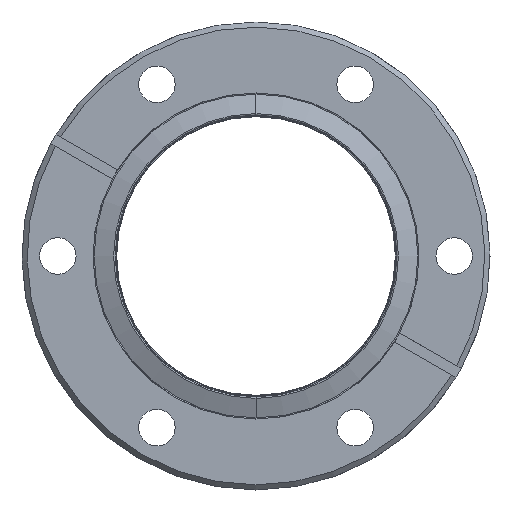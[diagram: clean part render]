
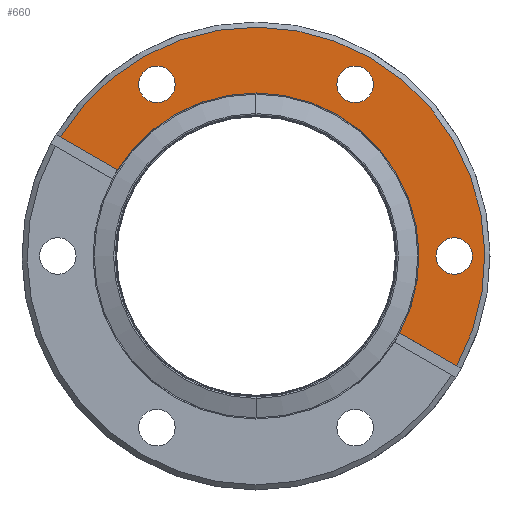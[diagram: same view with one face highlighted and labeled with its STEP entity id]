
A CAD part, left-side view. The second image highlights one B-rep face of the part: STEP entity #660.
In plain terms, the highlighted planar face has unit normal (-1, 0, 0).
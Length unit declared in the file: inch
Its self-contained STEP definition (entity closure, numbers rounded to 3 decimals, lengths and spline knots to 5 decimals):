
#2 = DIRECTION ( 'NONE',  ( -1., 0., 0. ) ) ;
#7 = EDGE_CURVE ( 'NONE', #1740, #274, #1067, .T. ) ;
#22 = ORIENTED_EDGE ( 'NONE', *, *, #563, .F. ) ;
#38 = ORIENTED_EDGE ( 'NONE', *, *, #7, .F. ) ;
#57 = CARTESIAN_POINT ( 'NONE',  ( 0., 0.578, 1.00113 ) ) ;
#58 = EDGE_CURVE ( 'NONE', #64, #1595, #1448, .T. ) ;
#64 = VERTEX_POINT ( 'NONE', #256 ) ;
#73 = CARTESIAN_POINT ( 'NONE',  ( 0., -0.578, 1.10763 ) ) ;
#79 = AXIS2_PLACEMENT_3D ( 'NONE', #1051, #201, #1179 ) ;
#130 = FACE_OUTER_BOUND ( 'NONE', #866, .T. ) ;
#131 = AXIS2_PLACEMENT_3D ( 'NONE', #535, #391, #1353 ) ;
#133 = CARTESIAN_POINT ( 'NONE',  ( 0., -0.578, 1.00113 ) ) ;
#180 = CIRCLE ( 'NONE', #1198, 0.1065 ) ;
#186 = CARTESIAN_POINT ( 'NONE',  ( 0., 0., 0. ) ) ;
#201 = DIRECTION ( 'NONE',  ( -1., 0., 0. ) ) ;
#217 = AXIS2_PLACEMENT_3D ( 'NONE', #785, #532, #1196 ) ;
#227 = VECTOR ( 'NONE', #1128, 39.37008 ) ;
#247 = AXIS2_PLACEMENT_3D ( 'NONE', #186, #488, #622 ) ;
#250 = ORIENTED_EDGE ( 'NONE', *, *, #1750, .T. ) ;
#256 = CARTESIAN_POINT ( 'NONE',  ( 0., -0.578, 0.89463 ) ) ;
#274 = VERTEX_POINT ( 'NONE', #467 ) ;
#296 = FACE_BOUND ( 'NONE', #1327, .T. ) ;
#304 = CIRCLE ( 'NONE', #247, 0.951 ) ;
#358 = VERTEX_POINT ( 'NONE', #767 ) ;
#359 = CARTESIAN_POINT ( 'NONE',  ( 0., 0., 0. ) ) ;
#361 = ORIENTED_EDGE ( 'NONE', *, *, #922, .F. ) ;
#367 = CARTESIAN_POINT ( 'NONE',  ( 0., 0., 0. ) ) ;
#375 = CARTESIAN_POINT ( 'NONE',  ( 0., -0.83865, -0.4484 ) ) ;
#383 = DIRECTION ( 'NONE',  ( 0., 0., 1. ) ) ;
#391 = DIRECTION ( 'NONE',  ( -1., 0., 0. ) ) ;
#401 = ORIENTED_EDGE ( 'NONE', *, *, #1673, .F. ) ;
#421 = AXIS2_PLACEMENT_3D ( 'NONE', #359, #1485, #1585 ) ;
#423 = CIRCLE ( 'NONE', #1683, 1.335 ) ;
#467 = CARTESIAN_POINT ( 'NONE',  ( 0., 0.80765, 0.50209 ) ) ;
#480 = VERTEX_POINT ( 'NONE', #1671 ) ;
#488 = DIRECTION ( 'NONE',  ( -1., 0., 0. ) ) ;
#510 = DIRECTION ( 'NONE',  ( 0., 0.866, 0.5 ) ) ;
#521 = CARTESIAN_POINT ( 'NONE',  ( 0., 0.80765, 0.50209 ) ) ;
#532 = DIRECTION ( 'NONE',  ( -1., 0., 0. ) ) ;
#535 = CARTESIAN_POINT ( 'NONE',  ( 0., -0.578, 1.00113 ) ) ;
#537 = VERTEX_POINT ( 'NONE', #1092 ) ;
#563 = EDGE_CURVE ( 'NONE', #1595, #64, #180, .T. ) ;
#573 = CARTESIAN_POINT ( 'NONE',  ( 0., -1.19732, -0.65548 ) ) ;
#606 = CIRCLE ( 'NONE', #79, 0.1065 ) ;
#615 = LINE ( 'NONE', #573, #227 ) ;
#622 = DIRECTION ( 'NONE',  ( 0., 0., 1. ) ) ;
#628 = CARTESIAN_POINT ( 'NONE',  ( 0., 0.578, 1.10763 ) ) ;
#652 = DIRECTION ( 'NONE',  ( 0., 0., -1. ) ) ;
#660 = ADVANCED_FACE ( 'NONE', ( #1553, #296, #1643, #130 ), #959, .F. ) ;
#661 = ORIENTED_EDGE ( 'NONE', *, *, #58, .F. ) ;
#697 = ORIENTED_EDGE ( 'NONE', *, *, #1470, .F. ) ;
#767 = CARTESIAN_POINT ( 'NONE',  ( 0., -1.156, -0.1065 ) ) ;
#780 = CIRCLE ( 'NONE', #1397, 0.1065 ) ;
#785 = CARTESIAN_POINT ( 'NONE',  ( 0., 0.578, 1.00113 ) ) ;
#828 = DIRECTION ( 'NONE',  ( 1., 0., 0. ) ) ;
#840 = EDGE_LOOP ( 'NONE', ( #361, #1803 ) ) ;
#866 = EDGE_LOOP ( 'NONE', ( #1181, #1669, #250, #1786, #38 ) ) ;
#922 = EDGE_CURVE ( 'NONE', #1305, #358, #606, .T. ) ;
#942 = CARTESIAN_POINT ( 'NONE',  ( 0., -1.156, 0. ) ) ;
#945 = VECTOR ( 'NONE', #510, 39.37008 ) ;
#959 = PLANE ( 'NONE',  #1775 ) ;
#1023 = AXIS2_PLACEMENT_3D ( 'NONE', #57, #2, #1302 ) ;
#1051 = CARTESIAN_POINT ( 'NONE',  ( 0., -1.156, 0. ) ) ;
#1067 = CIRCLE ( 'NONE', #421, 0.951 ) ;
#1083 = DIRECTION ( 'NONE',  ( 0., 0., -1. ) ) ;
#1092 = CARTESIAN_POINT ( 'NONE',  ( 0., -1.17133, -0.64047 ) ) ;
#1097 = LINE ( 'NONE', #521, #945 ) ;
#1128 = DIRECTION ( 'NONE',  ( 0., 0.866, 0.5 ) ) ;
#1153 = CIRCLE ( 'NONE', #217, 0.1065 ) ;
#1172 = CARTESIAN_POINT ( 'NONE',  ( 0., 1.14033, 0.69417 ) ) ;
#1179 = DIRECTION ( 'NONE',  ( 0., 0., 1. ) ) ;
#1181 = ORIENTED_EDGE ( 'NONE', *, *, #1612, .F. ) ;
#1196 = DIRECTION ( 'NONE',  ( 0., 0., 1. ) ) ;
#1198 = AXIS2_PLACEMENT_3D ( 'NONE', #133, #1238, #383 ) ;
#1202 = CARTESIAN_POINT ( 'NONE',  ( 0., 0., 0.951 ) ) ;
#1209 = DIRECTION ( 'NONE',  ( 0., 0., 1. ) ) ;
#1238 = DIRECTION ( 'NONE',  ( -1., 0., 0. ) ) ;
#1239 = VERTEX_POINT ( 'NONE', #628 ) ;
#1287 = VERTEX_POINT ( 'NONE', #375 ) ;
#1302 = DIRECTION ( 'NONE',  ( 0., 0., 1. ) ) ;
#1305 = VERTEX_POINT ( 'NONE', #1780 ) ;
#1327 = EDGE_LOOP ( 'NONE', ( #22, #661 ) ) ;
#1353 = DIRECTION ( 'NONE',  ( 0., 0., 1. ) ) ;
#1367 = CARTESIAN_POINT ( 'NONE',  ( 0., 1.365, 0. ) ) ;
#1371 = DIRECTION ( 'NONE',  ( -1., 0., 0. ) ) ;
#1382 = EDGE_CURVE ( 'NONE', #358, #1305, #780, .T. ) ;
#1397 = AXIS2_PLACEMENT_3D ( 'NONE', #942, #1371, #1209 ) ;
#1448 = CIRCLE ( 'NONE', #131, 0.1065 ) ;
#1470 = EDGE_CURVE ( 'NONE', #480, #1239, #1810, .T. ) ;
#1477 = EDGE_CURVE ( 'NONE', #537, #1287, #615, .T. ) ;
#1485 = DIRECTION ( 'NONE',  ( -1., 0., 0. ) ) ;
#1492 = VERTEX_POINT ( 'NONE', #1172 ) ;
#1518 = DIRECTION ( 'NONE',  ( -1., 0., 0. ) ) ;
#1553 = FACE_BOUND ( 'NONE', #840, .T. ) ;
#1585 = DIRECTION ( 'NONE',  ( 0., 0., 1. ) ) ;
#1595 = VERTEX_POINT ( 'NONE', #73 ) ;
#1612 = EDGE_CURVE ( 'NONE', #1287, #1740, #304, .T. ) ;
#1643 = FACE_BOUND ( 'NONE', #1644, .T. ) ;
#1644 = EDGE_LOOP ( 'NONE', ( #401, #697 ) ) ;
#1669 = ORIENTED_EDGE ( 'NONE', *, *, #1477, .F. ) ;
#1671 = CARTESIAN_POINT ( 'NONE',  ( 0., 0.578, 0.89463 ) ) ;
#1673 = EDGE_CURVE ( 'NONE', #1239, #480, #1153, .T. ) ;
#1683 = AXIS2_PLACEMENT_3D ( 'NONE', #367, #1518, #652 ) ;
#1699 = EDGE_CURVE ( 'NONE', #274, #1492, #1097, .T. ) ;
#1740 = VERTEX_POINT ( 'NONE', #1202 ) ;
#1750 = EDGE_CURVE ( 'NONE', #537, #1492, #423, .T. ) ;
#1775 = AXIS2_PLACEMENT_3D ( 'NONE', #1367, #828, #1083 ) ;
#1780 = CARTESIAN_POINT ( 'NONE',  ( 0., -1.156, 0.1065 ) ) ;
#1786 = ORIENTED_EDGE ( 'NONE', *, *, #1699, .F. ) ;
#1803 = ORIENTED_EDGE ( 'NONE', *, *, #1382, .F. ) ;
#1810 = CIRCLE ( 'NONE', #1023, 0.1065 ) ;
